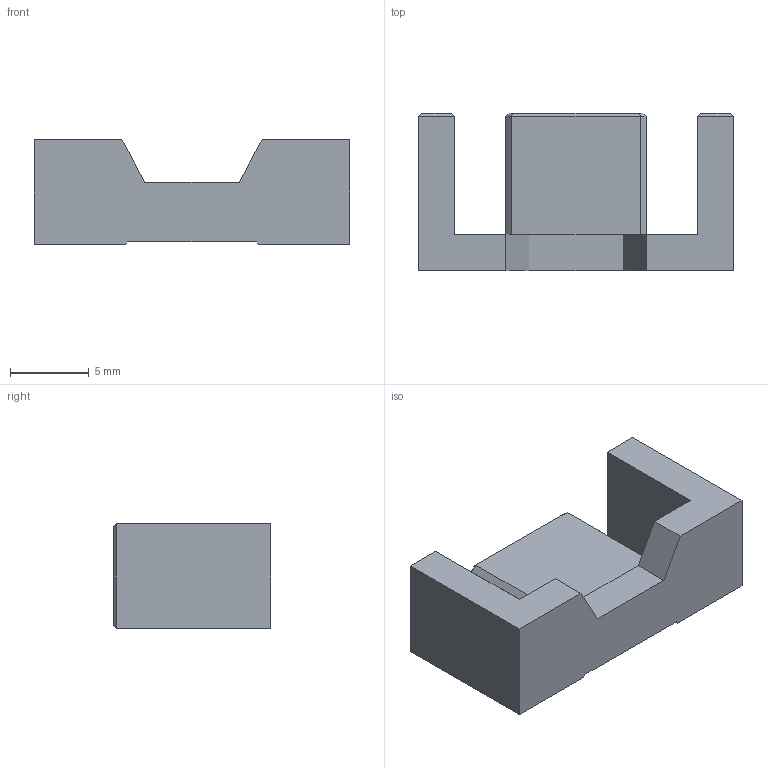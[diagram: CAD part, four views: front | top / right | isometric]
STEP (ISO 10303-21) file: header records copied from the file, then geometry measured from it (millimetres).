
FILE_DESCRIPTION (( 'STEP AP214' ), '1' );
FILE_NAME ('EFD20-10-7.step', '2018-04-25T18:26:55', ( '' ), ( '' ), 'SwSTEP 2.0', 'SolidWorks 2017', '' );
FILE_SCHEMA (( 'AUTOMOTIVE_DESIGN' ));
Length unit declared in the file: millimetre
Products named in the file (1): EFD20-10-7
Bounding box: 20 x 10 x 6.65 mm (x, y, z)
Volume: 735.4 mm3; surface area: 807.8 mm2
Topology: 1 solids, 1 shells, 42 faces, 102 edges, 62 vertices
Faces by surface type: plane 42
Entity records: 1216 total; most frequent: CARTESIAN_POINT 207, ORIENTED_EDGE 204, DIRECTION 188, LINE 102, EDGE_CURVE 102, VECTOR 102, VERTEX_POINT 62, AXIS2_PLACEMENT_3D 43
